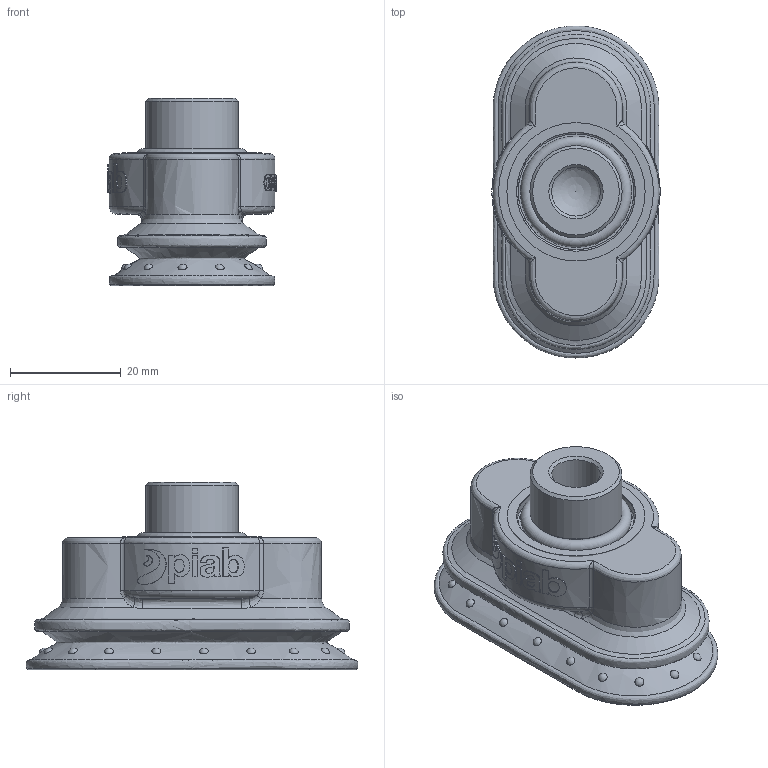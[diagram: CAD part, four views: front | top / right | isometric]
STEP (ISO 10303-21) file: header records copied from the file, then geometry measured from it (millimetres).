
FILE_DESCRIPTION( ( 'Unknown' ), '1' );
FILE_NAME( 'SE-0415100.stp', 'Unknown', ( 'Unknown' ), ( 'Unknown' ), 'PSStep 17.0.49', 'Unknown', ' ' );
FILE_SCHEMA( ( 'AUTOMOTIVE_DESIGN { 1 0 10303 214 1 1 1 1 }' ) );
Length unit declared in the file: millimetre
Products named in the file (7): SE-0414233; SE-0407007; 3113636; 0123110; Assem1; SE-0415091; SE-0408103
Assembly tree (6 placements, depth 3):
  Assem1
    SE-0415091
    SE-0408103
    SE-0414233
      SE-0407007
      3113636
      0123110
Bounding box: 30.4 x 60 x 33.87 mm (x, y, z)
Volume: 28114.8 mm3; surface area: 13089.7 mm2
Topology: 5 solids, 5 shells, 342 faces, 825 edges, 540 vertices
Faces by surface type: bspline 157, plane 94, cylinder 56, sphere 20, torus 9, cone 6
Full cylindrical faces by diameter (mm): 8.8 x1, 10.3 x2, 10.6 x1, 11 x2, 14.8 x2, 14.95 x1, 14.96 x1, 16.6 x1, 16.662 x2, 19 x2, 21.48 x1, 21.5 x1, 23 x1, 24.5 x1, 25 x1
Entity records: 41435 total; most frequent: CARTESIAN_POINT 32112, ORIENTED_EDGE 1524, DIRECTION 824, EDGE_CURVE 762, VERTEX_POINT 531, EDGE_LOOP 446, B_SPLINE_CURVE_WITH_KNOTS 443, FACE_OUTER_BOUND 379
